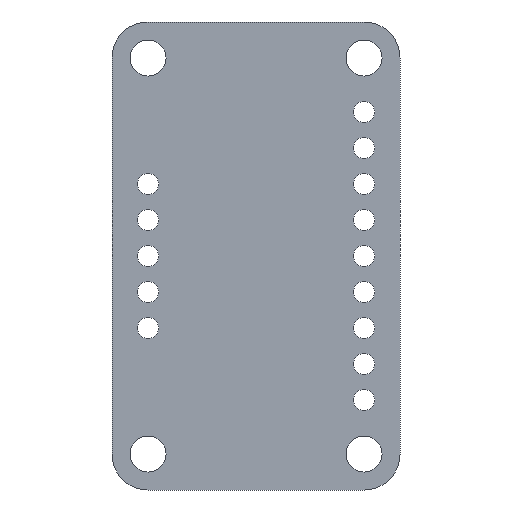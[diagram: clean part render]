
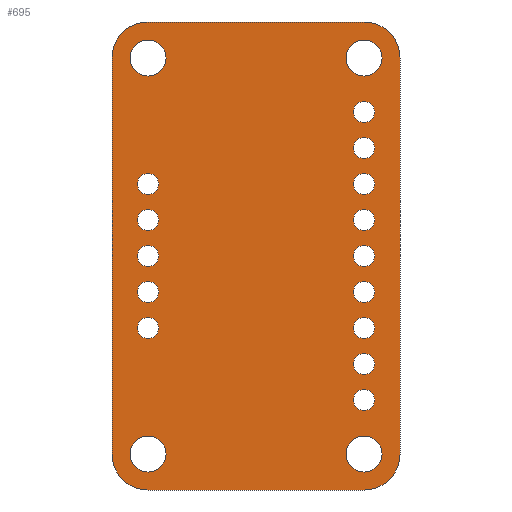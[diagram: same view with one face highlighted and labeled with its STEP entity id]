
A CAD part, front view. The second image highlights one B-rep face of the part: STEP entity #695.
In plain terms, the highlighted planar face has unit normal (0, -1, 0).
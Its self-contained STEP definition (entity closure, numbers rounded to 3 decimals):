
#14=FACE_BOUND('',#138,.T.);
#15=FACE_BOUND('',#139,.T.);
#16=FACE_BOUND('',#140,.T.);
#17=FACE_BOUND('',#141,.T.);
#18=FACE_BOUND('',#142,.T.);
#19=FACE_BOUND('',#143,.T.);
#20=FACE_BOUND('',#144,.T.);
#21=FACE_BOUND('',#145,.T.);
#22=FACE_BOUND('',#146,.T.);
#23=FACE_BOUND('',#147,.T.);
#24=FACE_BOUND('',#148,.T.);
#25=FACE_BOUND('',#149,.T.);
#26=FACE_BOUND('',#150,.T.);
#27=FACE_BOUND('',#151,.T.);
#28=FACE_BOUND('',#152,.T.);
#29=FACE_BOUND('',#153,.T.);
#30=FACE_BOUND('',#154,.T.);
#31=FACE_BOUND('',#155,.T.);
#71=PLANE('',#792);
#104=FACE_OUTER_BOUND('',#137,.T.);
#137=EDGE_LOOP('',(#586,#587,#588,#589,#590,#591,#592,#593));
#138=EDGE_LOOP('',(#594));
#139=EDGE_LOOP('',(#595));
#140=EDGE_LOOP('',(#596));
#141=EDGE_LOOP('',(#597));
#142=EDGE_LOOP('',(#598));
#143=EDGE_LOOP('',(#599));
#144=EDGE_LOOP('',(#600));
#145=EDGE_LOOP('',(#601));
#146=EDGE_LOOP('',(#602));
#147=EDGE_LOOP('',(#603));
#148=EDGE_LOOP('',(#604));
#149=EDGE_LOOP('',(#605));
#150=EDGE_LOOP('',(#606));
#151=EDGE_LOOP('',(#607));
#152=EDGE_LOOP('',(#608));
#153=EDGE_LOOP('',(#609));
#154=EDGE_LOOP('',(#610));
#155=EDGE_LOOP('',(#611));
#208=LINE('',#1141,#254);
#212=LINE('',#1153,#258);
#216=LINE('',#1165,#262);
#220=LINE('',#1176,#266);
#254=VECTOR('',#954,10.);
#258=VECTOR('',#966,10.);
#262=VECTOR('',#978,10.);
#266=VECTOR('',#990,10.);
#269=CIRCLE('',#719,1.27);
#271=CIRCLE('',#722,1.27);
#273=CIRCLE('',#725,1.27);
#275=CIRCLE('',#728,1.27);
#277=CIRCLE('',#736,0.75);
#279=CIRCLE('',#739,0.75);
#281=CIRCLE('',#742,0.75);
#283=CIRCLE('',#745,0.75);
#285=CIRCLE('',#748,0.75);
#287=CIRCLE('',#751,0.75);
#289=CIRCLE('',#754,0.75);
#291=CIRCLE('',#757,0.75);
#293=CIRCLE('',#760,0.75);
#295=CIRCLE('',#763,0.75);
#297=CIRCLE('',#766,0.75);
#299=CIRCLE('',#769,0.75);
#301=CIRCLE('',#772,0.75);
#303=CIRCLE('',#775,0.75);
#304=CIRCLE('',#777,2.54);
#306=CIRCLE('',#781,2.54);
#308=CIRCLE('',#785,2.54);
#310=CIRCLE('',#789,2.54);
#313=VERTEX_POINT('',#1000);
#315=VERTEX_POINT('',#1006);
#317=VERTEX_POINT('',#1012);
#319=VERTEX_POINT('',#1018);
#329=VERTEX_POINT('',#1049);
#331=VERTEX_POINT('',#1055);
#333=VERTEX_POINT('',#1061);
#335=VERTEX_POINT('',#1067);
#337=VERTEX_POINT('',#1073);
#339=VERTEX_POINT('',#1079);
#341=VERTEX_POINT('',#1085);
#343=VERTEX_POINT('',#1091);
#345=VERTEX_POINT('',#1097);
#347=VERTEX_POINT('',#1103);
#349=VERTEX_POINT('',#1109);
#351=VERTEX_POINT('',#1115);
#353=VERTEX_POINT('',#1121);
#355=VERTEX_POINT('',#1127);
#356=VERTEX_POINT('',#1131);
#357=VERTEX_POINT('',#1132);
#360=VERTEX_POINT('',#1140);
#362=VERTEX_POINT('',#1146);
#364=VERTEX_POINT('',#1152);
#366=VERTEX_POINT('',#1158);
#368=VERTEX_POINT('',#1164);
#370=VERTEX_POINT('',#1170);
#374=EDGE_CURVE('',#313,#313,#269,.T.);
#377=EDGE_CURVE('',#315,#315,#271,.T.);
#380=EDGE_CURVE('',#317,#317,#273,.T.);
#383=EDGE_CURVE('',#319,#319,#275,.T.);
#398=EDGE_CURVE('',#329,#329,#277,.T.);
#401=EDGE_CURVE('',#331,#331,#279,.T.);
#404=EDGE_CURVE('',#333,#333,#281,.T.);
#407=EDGE_CURVE('',#335,#335,#283,.T.);
#410=EDGE_CURVE('',#337,#337,#285,.T.);
#413=EDGE_CURVE('',#339,#339,#287,.T.);
#416=EDGE_CURVE('',#341,#341,#289,.T.);
#419=EDGE_CURVE('',#343,#343,#291,.T.);
#422=EDGE_CURVE('',#345,#345,#293,.T.);
#425=EDGE_CURVE('',#347,#347,#295,.T.);
#428=EDGE_CURVE('',#349,#349,#297,.T.);
#431=EDGE_CURVE('',#351,#351,#299,.T.);
#434=EDGE_CURVE('',#353,#353,#301,.T.);
#437=EDGE_CURVE('',#355,#355,#303,.T.);
#438=EDGE_CURVE('',#356,#357,#304,.T.);
#442=EDGE_CURVE('',#357,#360,#208,.T.);
#445=EDGE_CURVE('',#360,#362,#306,.T.);
#448=EDGE_CURVE('',#362,#364,#212,.T.);
#451=EDGE_CURVE('',#364,#366,#308,.T.);
#454=EDGE_CURVE('',#366,#368,#216,.T.);
#457=EDGE_CURVE('',#368,#370,#310,.T.);
#460=EDGE_CURVE('',#370,#356,#220,.T.);
#586=ORIENTED_EDGE('',*,*,#460,.T.);
#587=ORIENTED_EDGE('',*,*,#438,.T.);
#588=ORIENTED_EDGE('',*,*,#442,.T.);
#589=ORIENTED_EDGE('',*,*,#445,.T.);
#590=ORIENTED_EDGE('',*,*,#448,.T.);
#591=ORIENTED_EDGE('',*,*,#451,.T.);
#592=ORIENTED_EDGE('',*,*,#454,.T.);
#593=ORIENTED_EDGE('',*,*,#457,.T.);
#594=ORIENTED_EDGE('',*,*,#374,.T.);
#595=ORIENTED_EDGE('',*,*,#377,.T.);
#596=ORIENTED_EDGE('',*,*,#380,.T.);
#597=ORIENTED_EDGE('',*,*,#383,.T.);
#598=ORIENTED_EDGE('',*,*,#398,.T.);
#599=ORIENTED_EDGE('',*,*,#401,.T.);
#600=ORIENTED_EDGE('',*,*,#404,.T.);
#601=ORIENTED_EDGE('',*,*,#407,.T.);
#602=ORIENTED_EDGE('',*,*,#410,.T.);
#603=ORIENTED_EDGE('',*,*,#413,.T.);
#604=ORIENTED_EDGE('',*,*,#416,.T.);
#605=ORIENTED_EDGE('',*,*,#419,.T.);
#606=ORIENTED_EDGE('',*,*,#422,.T.);
#607=ORIENTED_EDGE('',*,*,#425,.T.);
#608=ORIENTED_EDGE('',*,*,#428,.T.);
#609=ORIENTED_EDGE('',*,*,#431,.T.);
#610=ORIENTED_EDGE('',*,*,#434,.T.);
#611=ORIENTED_EDGE('',*,*,#437,.T.);
#695=ADVANCED_FACE('',(#104,#14,#15,#16,#17,#18,#19,#20,#21,#22,#23,#24,
#25,#26,#27,#28,#29,#30,#31),#71,.F.);
#719=AXIS2_PLACEMENT_3D('',#1002,#801,#802);
#722=AXIS2_PLACEMENT_3D('',#1008,#808,#809);
#725=AXIS2_PLACEMENT_3D('',#1014,#815,#816);
#728=AXIS2_PLACEMENT_3D('',#1020,#822,#823);
#736=AXIS2_PLACEMENT_3D('',#1051,#851,#852);
#739=AXIS2_PLACEMENT_3D('',#1057,#858,#859);
#742=AXIS2_PLACEMENT_3D('',#1063,#865,#866);
#745=AXIS2_PLACEMENT_3D('',#1069,#872,#873);
#748=AXIS2_PLACEMENT_3D('',#1075,#879,#880);
#751=AXIS2_PLACEMENT_3D('',#1081,#886,#887);
#754=AXIS2_PLACEMENT_3D('',#1087,#893,#894);
#757=AXIS2_PLACEMENT_3D('',#1093,#900,#901);
#760=AXIS2_PLACEMENT_3D('',#1099,#907,#908);
#763=AXIS2_PLACEMENT_3D('',#1105,#914,#915);
#766=AXIS2_PLACEMENT_3D('',#1111,#921,#922);
#769=AXIS2_PLACEMENT_3D('',#1117,#928,#929);
#772=AXIS2_PLACEMENT_3D('',#1123,#935,#936);
#775=AXIS2_PLACEMENT_3D('',#1129,#942,#943);
#777=AXIS2_PLACEMENT_3D('',#1133,#946,#947);
#781=AXIS2_PLACEMENT_3D('',#1147,#959,#960);
#785=AXIS2_PLACEMENT_3D('',#1159,#971,#972);
#789=AXIS2_PLACEMENT_3D('',#1171,#983,#984);
#792=AXIS2_PLACEMENT_3D('',#1178,#992,#993);
#801=DIRECTION('center_axis',(0.,1.,0.));
#802=DIRECTION('ref_axis',(-1.,0.,0.));
#808=DIRECTION('center_axis',(0.,1.,0.));
#809=DIRECTION('ref_axis',(-1.,0.,0.));
#815=DIRECTION('center_axis',(0.,1.,0.));
#816=DIRECTION('ref_axis',(-1.,0.,0.));
#822=DIRECTION('center_axis',(0.,1.,0.));
#823=DIRECTION('ref_axis',(-1.,0.,0.));
#851=DIRECTION('center_axis',(0.,1.,0.));
#852=DIRECTION('ref_axis',(-1.,0.,0.));
#858=DIRECTION('center_axis',(0.,1.,0.));
#859=DIRECTION('ref_axis',(-1.,0.,0.));
#865=DIRECTION('center_axis',(0.,1.,0.));
#866=DIRECTION('ref_axis',(-1.,0.,0.));
#872=DIRECTION('center_axis',(0.,1.,0.));
#873=DIRECTION('ref_axis',(-1.,0.,0.));
#879=DIRECTION('center_axis',(0.,1.,0.));
#880=DIRECTION('ref_axis',(-1.,0.,0.));
#886=DIRECTION('center_axis',(0.,1.,0.));
#887=DIRECTION('ref_axis',(-1.,0.,0.));
#893=DIRECTION('center_axis',(0.,1.,0.));
#894=DIRECTION('ref_axis',(-1.,0.,0.));
#900=DIRECTION('center_axis',(0.,1.,0.));
#901=DIRECTION('ref_axis',(-1.,0.,0.));
#907=DIRECTION('center_axis',(0.,1.,0.));
#908=DIRECTION('ref_axis',(-1.,0.,0.));
#914=DIRECTION('center_axis',(0.,1.,0.));
#915=DIRECTION('ref_axis',(-1.,0.,0.));
#921=DIRECTION('center_axis',(0.,1.,0.));
#922=DIRECTION('ref_axis',(-1.,0.,0.));
#928=DIRECTION('center_axis',(0.,1.,0.));
#929=DIRECTION('ref_axis',(-1.,0.,0.));
#935=DIRECTION('center_axis',(0.,1.,0.));
#936=DIRECTION('ref_axis',(-1.,0.,0.));
#942=DIRECTION('center_axis',(0.,1.,0.));
#943=DIRECTION('ref_axis',(-1.,0.,0.));
#946=DIRECTION('center_axis',(0.,-1.,0.));
#947=DIRECTION('ref_axis',(0.,0.,1.));
#954=DIRECTION('',(1.,0.,0.));
#959=DIRECTION('center_axis',(0.,-1.,0.));
#960=DIRECTION('ref_axis',(-1.,0.,0.));
#966=DIRECTION('',(0.,0.,1.));
#971=DIRECTION('center_axis',(0.,-1.,0.));
#972=DIRECTION('ref_axis',(0.,0.,-1.));
#978=DIRECTION('',(-1.,0.,0.));
#983=DIRECTION('center_axis',(0.,-1.,0.));
#984=DIRECTION('ref_axis',(1.,0.,0.));
#990=DIRECTION('',(0.,0.,-1.));
#992=DIRECTION('center_axis',(0.,1.,0.));
#993=DIRECTION('ref_axis',(0.,0.,1.));
#1000=CARTESIAN_POINT('',(-6.35,0.,13.97));
#1002=CARTESIAN_POINT('Origin',(-7.62,0.,13.97));
#1006=CARTESIAN_POINT('',(8.89,0.,13.97));
#1008=CARTESIAN_POINT('Origin',(7.62,0.,13.97));
#1012=CARTESIAN_POINT('',(8.89,0.,-13.97));
#1014=CARTESIAN_POINT('Origin',(7.62,0.,-13.97));
#1018=CARTESIAN_POINT('',(-6.35,0.,-13.97));
#1020=CARTESIAN_POINT('Origin',(-7.62,0.,-13.97));
#1049=CARTESIAN_POINT('',(-6.87,0.,2.54));
#1051=CARTESIAN_POINT('Origin',(-7.62,0.,2.54));
#1055=CARTESIAN_POINT('',(-6.87,0.,-2.54));
#1057=CARTESIAN_POINT('Origin',(-7.62,0.,-2.54));
#1061=CARTESIAN_POINT('',(8.37,0.,10.16));
#1063=CARTESIAN_POINT('Origin',(7.62,0.,10.16));
#1067=CARTESIAN_POINT('',(8.37,0.,5.08));
#1069=CARTESIAN_POINT('Origin',(7.62,0.,5.08));
#1073=CARTESIAN_POINT('',(8.37,0.,-10.16));
#1075=CARTESIAN_POINT('Origin',(7.62,0.,-10.16));
#1079=CARTESIAN_POINT('',(8.37,0.,-5.08));
#1081=CARTESIAN_POINT('Origin',(7.62,0.,-5.08));
#1085=CARTESIAN_POINT('',(8.37,0.,0.));
#1087=CARTESIAN_POINT('Origin',(7.62,0.,0.));
#1091=CARTESIAN_POINT('',(8.37,0.,-2.54));
#1093=CARTESIAN_POINT('Origin',(7.62,0.,-2.54));
#1097=CARTESIAN_POINT('',(8.37,0.,-7.62));
#1099=CARTESIAN_POINT('Origin',(7.62,0.,-7.62));
#1103=CARTESIAN_POINT('',(8.37,0.,2.54));
#1105=CARTESIAN_POINT('Origin',(7.62,0.,2.54));
#1109=CARTESIAN_POINT('',(8.37,0.,7.62));
#1111=CARTESIAN_POINT('Origin',(7.62,0.,7.62));
#1115=CARTESIAN_POINT('',(-6.87,0.,0.));
#1117=CARTESIAN_POINT('Origin',(-7.62,0.,0.));
#1121=CARTESIAN_POINT('',(-6.87,0.,-5.08));
#1123=CARTESIAN_POINT('Origin',(-7.62,0.,-5.08));
#1127=CARTESIAN_POINT('',(-6.87,0.,5.08));
#1129=CARTESIAN_POINT('Origin',(-7.62,0.,5.08));
#1131=CARTESIAN_POINT('',(-10.16,0.,-13.97));
#1132=CARTESIAN_POINT('',(-7.62,0.,-16.51));
#1133=CARTESIAN_POINT('Origin',(-7.62,0.,-13.97));
#1140=CARTESIAN_POINT('',(7.62,0.,-16.51));
#1141=CARTESIAN_POINT('',(-7.62,0.,-16.51));
#1146=CARTESIAN_POINT('',(10.16,0.,-13.97));
#1147=CARTESIAN_POINT('Origin',(7.62,0.,-13.97));
#1152=CARTESIAN_POINT('',(10.16,0.,13.97));
#1153=CARTESIAN_POINT('',(10.16,0.,-13.97));
#1158=CARTESIAN_POINT('',(7.62,0.,16.51));
#1159=CARTESIAN_POINT('Origin',(7.62,0.,13.97));
#1164=CARTESIAN_POINT('',(-7.62,0.,16.51));
#1165=CARTESIAN_POINT('',(7.62,0.,16.51));
#1170=CARTESIAN_POINT('',(-10.16,0.,13.97));
#1171=CARTESIAN_POINT('Origin',(-7.62,0.,13.97));
#1176=CARTESIAN_POINT('',(-10.16,0.,0.));
#1178=CARTESIAN_POINT('Origin',(0.,0.,0.));
